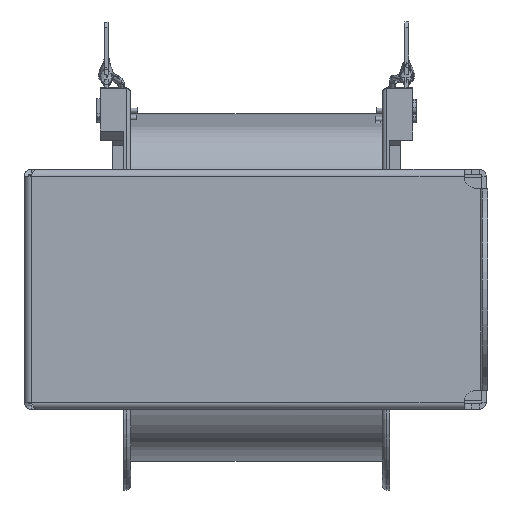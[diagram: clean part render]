
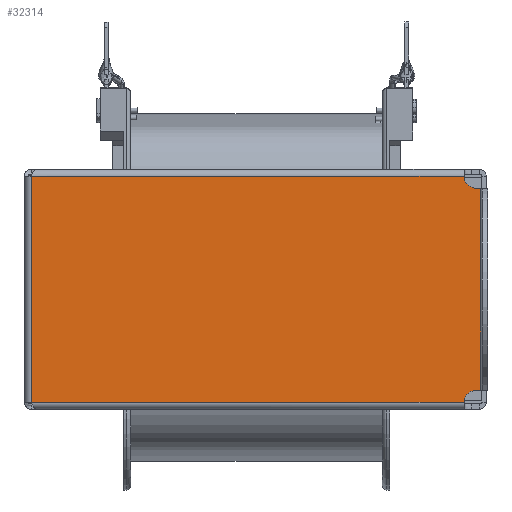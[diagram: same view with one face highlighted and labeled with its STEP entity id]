
A CAD part, left-side view. The second image highlights one B-rep face of the part: STEP entity #32314.
In plain terms, the highlighted planar face has unit normal (-1, 0, 0).
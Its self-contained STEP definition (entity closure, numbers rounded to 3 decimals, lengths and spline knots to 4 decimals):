
#2044=PLANE('',#34366);
#3555=FACE_OUTER_BOUND('',#5335,.T.);
#5335=EDGE_LOOP('',(#29299,#29300,#29301,#29302,#29303,#29304,#29305,#29306));
#5971=CIRCLE('',#34264,0.0675);
#5973=CIRCLE('',#34268,0.0675);
#9610=LINE('',#53786,#13120);
#9616=LINE('',#53805,#13126);
#9632=LINE('',#53894,#13142);
#9634=LINE('',#53898,#13144);
#9635=LINE('',#53900,#13145);
#9636=LINE('',#53901,#13146);
#13120=VECTOR('',#41580,0.3937);
#13126=VECTOR('',#41598,0.3937);
#13142=VECTOR('',#41648,0.3937);
#13144=VECTOR('',#41652,0.3937);
#13145=VECTOR('',#41653,0.3937);
#13146=VECTOR('',#41654,0.3937);
#15930=VERTEX_POINT('',#53229);
#15931=VERTEX_POINT('',#53231);
#15938=VERTEX_POINT('',#53255);
#15939=VERTEX_POINT('',#53256);
#16026=VERTEX_POINT('',#53785);
#16033=VERTEX_POINT('',#53803);
#16048=VERTEX_POINT('',#53897);
#16049=VERTEX_POINT('',#53899);
#20349=EDGE_CURVE('',#15930,#15931,#5971,.T.);
#20358=EDGE_CURVE('',#15938,#15939,#5973,.F.);
#20500=EDGE_CURVE('',#16026,#15938,#9610,.T.);
#20510=EDGE_CURVE('',#15930,#16033,#9616,.T.);
#20538=EDGE_CURVE('',#16033,#16026,#9632,.T.);
#20540=EDGE_CURVE('',#15939,#16048,#9634,.T.);
#20541=EDGE_CURVE('',#16048,#16049,#9635,.T.);
#20542=EDGE_CURVE('',#16049,#15931,#9636,.T.);
#29299=ORIENTED_EDGE('',*,*,#20500,.T.);
#29300=ORIENTED_EDGE('',*,*,#20358,.T.);
#29301=ORIENTED_EDGE('',*,*,#20540,.T.);
#29302=ORIENTED_EDGE('',*,*,#20541,.T.);
#29303=ORIENTED_EDGE('',*,*,#20542,.T.);
#29304=ORIENTED_EDGE('',*,*,#20349,.F.);
#29305=ORIENTED_EDGE('',*,*,#20510,.T.);
#29306=ORIENTED_EDGE('',*,*,#20538,.T.);
#32314=ADVANCED_FACE('',(#3555),#2044,.T.);
#34264=AXIS2_PLACEMENT_3D('',#53232,#41318,#41319);
#34268=AXIS2_PLACEMENT_3D('',#53257,#41331,#41332);
#34366=AXIS2_PLACEMENT_3D('',#53896,#41650,#41651);
#41318=DIRECTION('center_axis',(-1.,0.,0.));
#41319=DIRECTION('ref_axis',(0.,0.707,0.707));
#41331=DIRECTION('center_axis',(-1.,0.,0.));
#41332=DIRECTION('ref_axis',(0.,0.707,-0.707));
#41580=DIRECTION('',(0.,1.,0.));
#41598=DIRECTION('',(0.,-1.,0.));
#41648=DIRECTION('',(0.,0.,1.));
#41650=DIRECTION('center_axis',(-1.,0.,0.));
#41651=DIRECTION('ref_axis',(0.,0.,
1.));
#41652=DIRECTION('',(0.,1.,0.));
#41653=DIRECTION('',(0.,0.,-1.));
#41654=DIRECTION('',(0.,-1.,0.));
#53229=CARTESIAN_POINT('',(-1.5377,-2.4174,-0.5581));
#53231=CARTESIAN_POINT('',(-1.5377,-2.3499,-0.625));
#53232=CARTESIAN_POINT('Origin',(-1.5377,-2.4174,-0.6256));
#53255=CARTESIAN_POINT('',(-1.5377,-2.4174,0.5581));
#53256=CARTESIAN_POINT('',(-1.5377,-2.3499,0.625));
#53257=CARTESIAN_POINT('Origin',(-1.5377,-2.4174,0.6256));
#53785=CARTESIAN_POINT('',(-1.5377,-2.4422,0.5581));
#53786=CARTESIAN_POINT('',(-1.5377,-1.8338,0.5581));
#53803=CARTESIAN_POINT('',(-1.5377,-2.4422,-0.5581));
#53805=CARTESIAN_POINT('',(-1.5377,-1.8338,-0.5581));
#53894=CARTESIAN_POINT('',(-1.5377,-2.4422,-0.3164));
#53896=CARTESIAN_POINT('Origin',(-1.5377,-1.1877,0.));
#53897=CARTESIAN_POINT('',(-1.5377,0.0422,0.625));
#53898=CARTESIAN_POINT('',(-1.5377,-0.5727,0.625));
#53899=CARTESIAN_POINT('',(-1.5377,0.0422,-0.625));
#53900=CARTESIAN_POINT('',(-1.5377,0.0422,0.));
#53901=CARTESIAN_POINT('',(-1.5377,-1.8149,-0.625));
